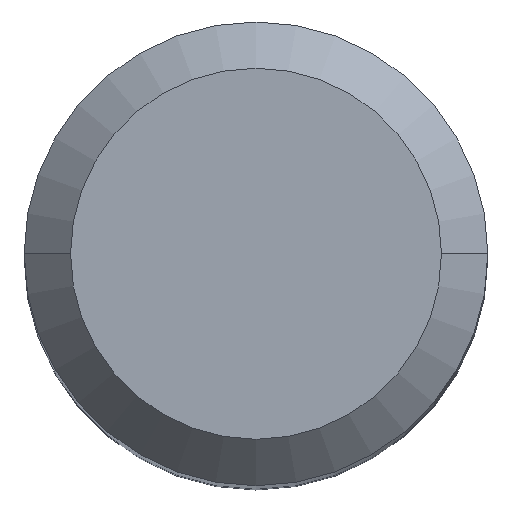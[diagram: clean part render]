
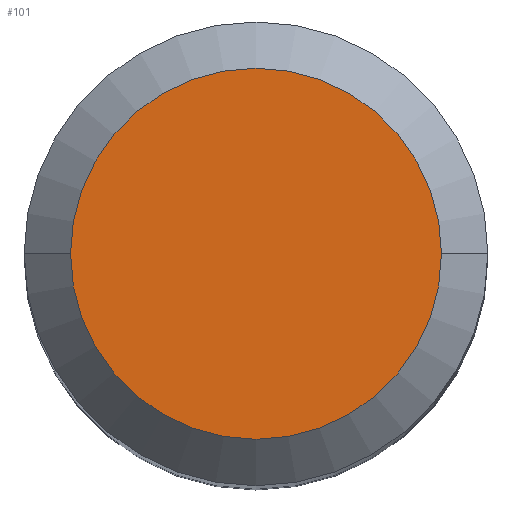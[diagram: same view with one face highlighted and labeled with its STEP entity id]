
A CAD part, top view. The second image highlights one B-rep face of the part: STEP entity #101.
In plain terms, the highlighted planar face has unit normal (0, 0, 1).
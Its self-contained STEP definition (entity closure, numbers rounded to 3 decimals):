
#15 = PLANE ( 'NONE',  #173 ) ;
#27 = ORIENTED_EDGE ( 'NONE', *, *, #216, .T. ) ;
#29 = EDGE_CURVE ( 'NONE', #100, #311, #285, .T. ) ;
#46 = CARTESIAN_POINT ( 'NONE',  ( -3.2, 0., 43. ) ) ;
#59 = AXIS2_PLACEMENT_3D ( 'NONE', #150, #125, #213 ) ;
#73 = EDGE_LOOP ( 'NONE', ( #27, #217 ) ) ;
#82 = DIRECTION ( 'NONE',  ( 1., 0., 0. ) ) ;
#100 = VERTEX_POINT ( 'NONE', #301 ) ;
#101 = ADVANCED_FACE ( 'NONE', ( #224 ), #15, .T. ) ;
#105 = AXIS2_PLACEMENT_3D ( 'NONE', #110, #228, #222 ) ;
#110 = CARTESIAN_POINT ( 'NONE',  ( 0., 0., 43. ) ) ;
#125 = DIRECTION ( 'NONE',  ( 0., 0., 1. ) ) ;
#138 = CARTESIAN_POINT ( 'NONE',  ( 0., 0., 43. ) ) ;
#150 = CARTESIAN_POINT ( 'NONE',  ( 0., 0., 43. ) ) ;
#173 = AXIS2_PLACEMENT_3D ( 'NONE', #138, #245, #82 ) ;
#213 = DIRECTION ( 'NONE',  ( 1., 0., 0. ) ) ;
#216 = EDGE_CURVE ( 'NONE', #311, #100, #249, .T. ) ;
#217 = ORIENTED_EDGE ( 'NONE', *, *, #29, .T. ) ;
#222 = DIRECTION ( 'NONE',  ( 1., 0., 0. ) ) ;
#224 = FACE_OUTER_BOUND ( 'NONE', #73, .T. ) ;
#228 = DIRECTION ( 'NONE',  ( 0., 0., 1. ) ) ;
#245 = DIRECTION ( 'NONE',  ( 0., 0., 1. ) ) ;
#249 = CIRCLE ( 'NONE', #105, 3.2 ) ;
#285 = CIRCLE ( 'NONE', #59, 3.2 ) ;
#301 = CARTESIAN_POINT ( 'NONE',  ( 3.2, 0., 43. ) ) ;
#311 = VERTEX_POINT ( 'NONE', #46 ) ;
